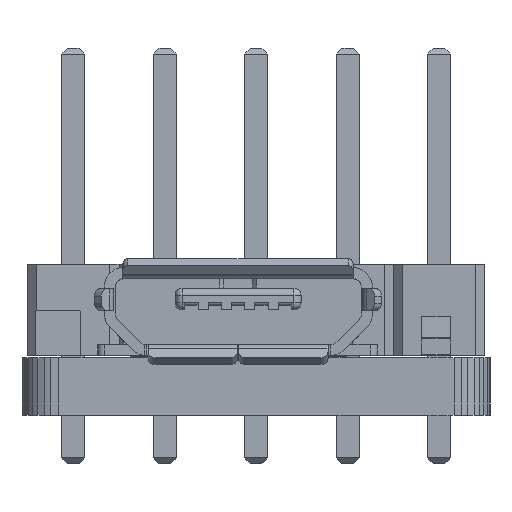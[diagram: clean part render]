
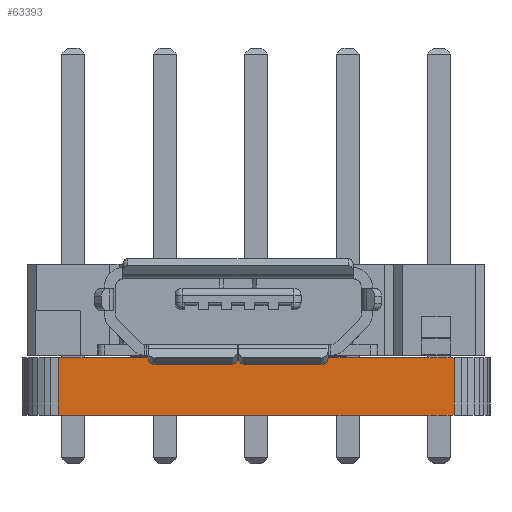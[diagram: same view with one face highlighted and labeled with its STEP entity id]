
A CAD part, left-side view. The second image highlights one B-rep face of the part: STEP entity #63393.
In plain terms, the highlighted planar face has unit normal (-1, 0, 0).
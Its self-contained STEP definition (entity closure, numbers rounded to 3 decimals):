
#60684 = PLANE('',#60685);
#60685 = AXIS2_PLACEMENT_3D('',#60686,#60687,#60688);
#60686 = CARTESIAN_POINT('',(0.,0.,1.6
    ));
#60687 = DIRECTION('',(-0.,-0.,-1.));
#60688 = DIRECTION('',(-1.,0.,0.));
#60738 = PLANE('',#60739);
#60739 = AXIS2_PLACEMENT_3D('',#60740,#60741,#60742);
#60740 = CARTESIAN_POINT('',(0.,0.,0.)
  );
#60741 = DIRECTION('',(-0.,-0.,-1.));
#60742 = DIRECTION('',(-1.,0.,0.));
#61519 = VERTEX_POINT('',#61520);
#61520 = CARTESIAN_POINT('',(-10.,-5.5,0.));
#61534 = PLANE('',#61535);
#61535 = AXIS2_PLACEMENT_3D('',#61536,#61537,#61538);
#61536 = CARTESIAN_POINT('',(-9.981,-5.695,0.));
#61537 = DIRECTION('',(-0.995,-0.098,0.));
#61538 = DIRECTION('',(-0.098,0.995,0.));
#61546 = EDGE_CURVE('',#61519,#61547,#61549,.T.);
#61547 = VERTEX_POINT('',#61548);
#61548 = CARTESIAN_POINT('',(-10.,5.5,0.));
#61549 = SURFACE_CURVE('',#61550,(#61554,#61561),.PCURVE_S1.);
#61550 = LINE('',#61551,#61552);
#61551 = CARTESIAN_POINT('',(-10.,-5.5,0.));
#61552 = VECTOR('',#61553,1.);
#61553 = DIRECTION('',(0.,1.,0.));
#61554 = PCURVE('',#60738,#61555);
#61555 = DEFINITIONAL_REPRESENTATION('',(#61556),#61560);
#61556 = LINE('',#61557,#61558);
#61557 = CARTESIAN_POINT('',(10.,-5.5));
#61558 = VECTOR('',#61559,1.);
#61559 = DIRECTION('',(0.,1.));
#61560 = ( GEOMETRIC_REPRESENTATION_CONTEXT(2) 
PARAMETRIC_REPRESENTATION_CONTEXT() REPRESENTATION_CONTEXT('2D SPACE',''
  ) );
#61561 = PCURVE('',#61562,#61567);
#61562 = PLANE('',#61563);
#61563 = AXIS2_PLACEMENT_3D('',#61564,#61565,#61566);
#61564 = CARTESIAN_POINT('',(-10.,-5.5,0.));
#61565 = DIRECTION('',(-1.,0.,0.));
#61566 = DIRECTION('',(0.,1.,0.));
#61567 = DEFINITIONAL_REPRESENTATION('',(#61568),#61572);
#61568 = LINE('',#61569,#61570);
#61569 = CARTESIAN_POINT('',(0.,0.));
#61570 = VECTOR('',#61571,1.);
#61571 = DIRECTION('',(1.,0.));
#61572 = ( GEOMETRIC_REPRESENTATION_CONTEXT(2) 
PARAMETRIC_REPRESENTATION_CONTEXT() REPRESENTATION_CONTEXT('2D SPACE',''
  ) );
#61590 = PLANE('',#61591);
#61591 = AXIS2_PLACEMENT_3D('',#61592,#61593,#61594);
#61592 = CARTESIAN_POINT('',(-10.,5.5,0.));
#61593 = DIRECTION('',(-0.995,0.098,0.));
#61594 = DIRECTION('',(0.098,0.995,0.));
#62507 = VERTEX_POINT('',#62508);
#62508 = CARTESIAN_POINT('',(-10.,-5.5,1.6));
#62529 = EDGE_CURVE('',#62507,#62530,#62532,.T.);
#62530 = VERTEX_POINT('',#62531);
#62531 = CARTESIAN_POINT('',(-10.,5.5,1.6));
#62532 = SURFACE_CURVE('',#62533,(#62537,#62544),.PCURVE_S1.);
#62533 = LINE('',#62534,#62535);
#62534 = CARTESIAN_POINT('',(-10.,-5.5,1.6));
#62535 = VECTOR('',#62536,1.);
#62536 = DIRECTION('',(0.,1.,0.));
#62537 = PCURVE('',#60684,#62538);
#62538 = DEFINITIONAL_REPRESENTATION('',(#62539),#62543);
#62539 = LINE('',#62540,#62541);
#62540 = CARTESIAN_POINT('',(10.,-5.5));
#62541 = VECTOR('',#62542,1.);
#62542 = DIRECTION('',(0.,1.));
#62543 = ( GEOMETRIC_REPRESENTATION_CONTEXT(2) 
PARAMETRIC_REPRESENTATION_CONTEXT() REPRESENTATION_CONTEXT('2D SPACE',''
  ) );
#62544 = PCURVE('',#61562,#62545);
#62545 = DEFINITIONAL_REPRESENTATION('',(#62546),#62550);
#62546 = LINE('',#62547,#62548);
#62547 = CARTESIAN_POINT('',(0.,-1.6));
#62548 = VECTOR('',#62549,1.);
#62549 = DIRECTION('',(1.,0.));
#62550 = ( GEOMETRIC_REPRESENTATION_CONTEXT(2) 
PARAMETRIC_REPRESENTATION_CONTEXT() REPRESENTATION_CONTEXT('2D SPACE',''
  ) );
#63343 = EDGE_CURVE('',#61547,#62530,#63344,.T.);
#63344 = SURFACE_CURVE('',#63345,(#63349,#63356),.PCURVE_S1.);
#63345 = LINE('',#63346,#63347);
#63346 = CARTESIAN_POINT('',(-10.,5.5,0.));
#63347 = VECTOR('',#63348,1.);
#63348 = DIRECTION('',(0.,0.,1.));
#63349 = PCURVE('',#61590,#63350);
#63350 = DEFINITIONAL_REPRESENTATION('',(#63351),#63355);
#63351 = LINE('',#63352,#63353);
#63352 = CARTESIAN_POINT('',(0.,0.));
#63353 = VECTOR('',#63354,1.);
#63354 = DIRECTION('',(0.,-1.));
#63355 = ( GEOMETRIC_REPRESENTATION_CONTEXT(2) 
PARAMETRIC_REPRESENTATION_CONTEXT() REPRESENTATION_CONTEXT('2D SPACE',''
  ) );
#63356 = PCURVE('',#61562,#63357);
#63357 = DEFINITIONAL_REPRESENTATION('',(#63358),#63362);
#63358 = LINE('',#63359,#63360);
#63359 = CARTESIAN_POINT('',(11.,0.));
#63360 = VECTOR('',#63361,1.);
#63361 = DIRECTION('',(0.,-1.));
#63362 = ( GEOMETRIC_REPRESENTATION_CONTEXT(2) 
PARAMETRIC_REPRESENTATION_CONTEXT() REPRESENTATION_CONTEXT('2D SPACE',''
  ) );
#63393 = ADVANCED_FACE('',(#63394),#61562,.T.);
#63394 = FACE_BOUND('',#63395,.T.);
#63395 = EDGE_LOOP('',(#63396,#63417,#63418,#63419));
#63396 = ORIENTED_EDGE('',*,*,#63397,.T.);
#63397 = EDGE_CURVE('',#61519,#62507,#63398,.T.);
#63398 = SURFACE_CURVE('',#63399,(#63403,#63410),.PCURVE_S1.);
#63399 = LINE('',#63400,#63401);
#63400 = CARTESIAN_POINT('',(-10.,-5.5,0.));
#63401 = VECTOR('',#63402,1.);
#63402 = DIRECTION('',(0.,0.,1.));
#63403 = PCURVE('',#61562,#63404);
#63404 = DEFINITIONAL_REPRESENTATION('',(#63405),#63409);
#63405 = LINE('',#63406,#63407);
#63406 = CARTESIAN_POINT('',(0.,0.));
#63407 = VECTOR('',#63408,1.);
#63408 = DIRECTION('',(0.,-1.));
#63409 = ( GEOMETRIC_REPRESENTATION_CONTEXT(2) 
PARAMETRIC_REPRESENTATION_CONTEXT() REPRESENTATION_CONTEXT('2D SPACE',''
  ) );
#63410 = PCURVE('',#61534,#63411);
#63411 = DEFINITIONAL_REPRESENTATION('',(#63412),#63416);
#63412 = LINE('',#63413,#63414);
#63413 = CARTESIAN_POINT('',(0.196,0.));
#63414 = VECTOR('',#63415,1.);
#63415 = DIRECTION('',(0.,-1.));
#63416 = ( GEOMETRIC_REPRESENTATION_CONTEXT(2) 
PARAMETRIC_REPRESENTATION_CONTEXT() REPRESENTATION_CONTEXT('2D SPACE',''
  ) );
#63417 = ORIENTED_EDGE('',*,*,#62529,.T.);
#63418 = ORIENTED_EDGE('',*,*,#63343,.F.);
#63419 = ORIENTED_EDGE('',*,*,#61546,.F.);
